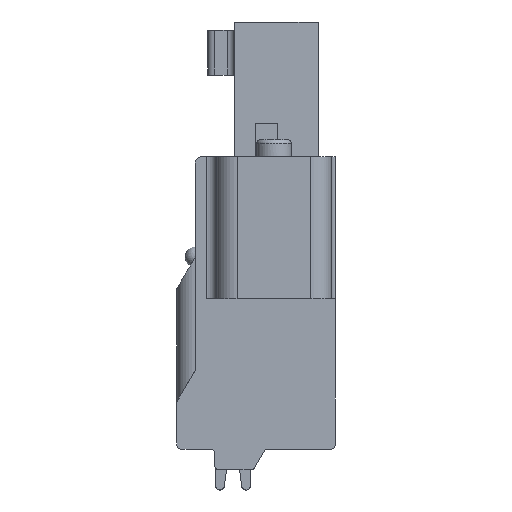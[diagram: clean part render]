
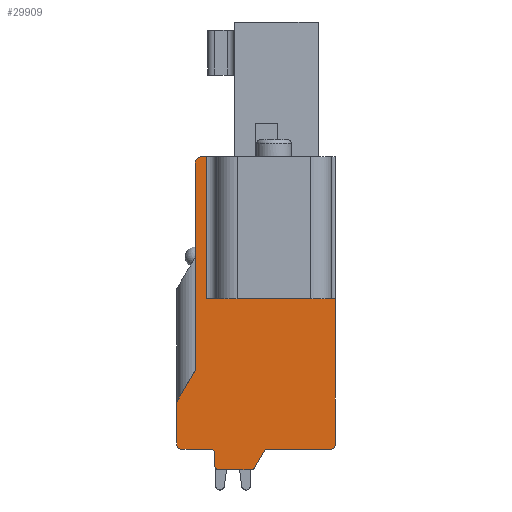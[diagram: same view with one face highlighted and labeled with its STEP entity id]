
A CAD part, front view. The second image highlights one B-rep face of the part: STEP entity #29909.
In plain terms, the highlighted planar face has unit normal (0, -1, 0).
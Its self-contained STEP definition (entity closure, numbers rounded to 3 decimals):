
#94=DIRECTION('',(-1.,0.,0.));
#95=VECTOR('',#94,0.25);
#96=CARTESIAN_POINT('',(-6.3,-11.43,0.));
#97=LINE('',#96,#95);
#3445=DIRECTION('',(0.,0.,-1.));
#3446=VECTOR('',#3445,10.141);
#3447=CARTESIAN_POINT('',(-6.85,-11.43,
-0.3));
#3448=LINE('',#3447,#3446);
#3796=DIRECTION('',(0.,0.,-1.));
#3797=VECTOR('',#3796,2.1);
#3798=CARTESIAN_POINT('',(-7.75,-11.43,-12.));
#3799=LINE('',#3798,#3797);
#3812=DIRECTION('',(1.,0.,0.));
#3813=VECTOR('',#3812,1.45);
#3814=CARTESIAN_POINT('',(-7.55,-11.43,-14.3));
#3815=LINE('',#3814,#3813);
#3820=DIRECTION('',(1.,0.,0.));
#3821=VECTOR('',#3820,3.107);
#3822=CARTESIAN_POINT('',(-3.307,-11.43,-14.3));
#3823=LINE('',#3822,#3821);
#4396=DIRECTION('',(0.,0.,1.));
#4397=VECTOR('',#4396,7.15);
#4398=CARTESIAN_POINT('',(0.,-11.43,-14.1));
#4399=LINE('',#4398,#4397);
#4874=DIRECTION('',(1.,0.,0.));
#4875=VECTOR('',#4874,6.3);
#4876=CARTESIAN_POINT('',(-6.3,-11.43,-6.95));
#4877=LINE('',#4876,#4875);
#4878=CARTESIAN_POINT('',(-0.2,-11.43,-14.1));
#4879=DIRECTION('',(0.,1.,0.));
#4880=DIRECTION('',(1.,0.,0.));
#4881=AXIS2_PLACEMENT_3D('',#4878,#4879,#4880);
#4883=CARTESIAN_POINT('',(-3.307,-11.43,-14.5));
#4884=DIRECTION('',(0.,-1.,0.));
#4885=DIRECTION('',(0.,0.,1.));
#4886=AXIS2_PLACEMENT_3D('',#4883,#4884,#4885);
#4888=DIRECTION('',(-0.5,0.,-0.866));
#4889=VECTOR('',#4888,0.924);
#4890=CARTESIAN_POINT('',(-3.48,-11.43,
-14.4));
#4891=LINE('',#4890,#4889);
#4892=CARTESIAN_POINT('',(-4.115,-11.43,-15.1));
#4893=DIRECTION('',(0.,1.,0.));
#4894=DIRECTION('',(0.866,0.,-0.5));
#4895=AXIS2_PLACEMENT_3D('',#4892,#4893,#4894);
#4897=CARTESIAN_POINT('',(-5.7,-11.43,-15.1));
#4898=DIRECTION('',(0.,1.,0.));
#4899=DIRECTION('',(0.,0.,-1.));
#4900=AXIS2_PLACEMENT_3D('',#4897,#4898,#4899);
#4902=CARTESIAN_POINT('',(-6.1,-11.43,-14.5));
#4903=DIRECTION('',(0.,-1.,0.));
#4904=DIRECTION('',(1.,0.,0.));
#4905=AXIS2_PLACEMENT_3D('',#4902,#4903,#4904);
#4907=CARTESIAN_POINT('',(-7.55,-11.43,-14.1));
#4908=DIRECTION('',(0.,1.,0.));
#4909=DIRECTION('',(0.,0.,-1.));
#4910=AXIS2_PLACEMENT_3D('',#4907,#4908,#4909);
#4912=DIRECTION('',(0.5,0.,0.866));
#4913=VECTOR('',#4912,1.8);
#4914=CARTESIAN_POINT('',(-7.75,-11.43,-12.));
#4915=LINE('',#4914,#4913);
#4916=CARTESIAN_POINT('',(-6.55,-11.43,-0.3));
#4917=DIRECTION('',(0.,1.,0.));
#4918=DIRECTION('',(-1.,0.,0.));
#4919=AXIS2_PLACEMENT_3D('',#4916,#4917,#4918);
#4925=DIRECTION('',(0.,0.,1.));
#4926=VECTOR('',#4925,6.95);
#4927=CARTESIAN_POINT('',(-6.3,-11.43,-6.95));
#4928=LINE('',#4927,#4926);
#5211=DIRECTION('',(0.,0.,-1.));
#5212=VECTOR('',#5211,0.6);
#5213=CARTESIAN_POINT('',(-5.9,-11.43,-14.5));
#5214=LINE('',#5213,#5212);
#5223=DIRECTION('',(1.,0.,0.));
#5224=VECTOR('',#5223,1.585);
#5225=CARTESIAN_POINT('',(-5.7,-11.43,-15.3));
#5226=LINE('',#5225,#5224);
#18613=CARTESIAN_POINT('',(-6.3,-11.43,0.));
#18614=VERTEX_POINT('',#18613);
#18615=CARTESIAN_POINT('',(-6.55,-11.43,0.));
#18616=VERTEX_POINT('',#18615);
#18713=CARTESIAN_POINT('',(0.,-11.43,-14.1));
#18714=CARTESIAN_POINT('',(0.,-11.43,-6.95));
#18715=VERTEX_POINT('',#18713);
#18716=VERTEX_POINT('',#18714);
#18717=CARTESIAN_POINT('',(-0.2,-11.43,-14.3));
#18718=VERTEX_POINT('',#18717);
#18719=CARTESIAN_POINT('',(-7.55,-11.43,-14.3));
#18720=CARTESIAN_POINT('',(-6.1,-11.43,-14.3));
#18721=VERTEX_POINT('',#18719);
#18722=VERTEX_POINT('',#18720);
#18727=CARTESIAN_POINT('',(-3.307,-11.43,-14.3));
#18728=VERTEX_POINT('',#18727);
#19308=CARTESIAN_POINT('',(-7.75,-11.43,-14.1));
#19309=VERTEX_POINT('',#19308);
#19320=CARTESIAN_POINT('',(-7.75,-11.43,-12.));
#19321=VERTEX_POINT('',#19320);
#19360=CARTESIAN_POINT('',(-6.85,-11.43,
-0.3));
#19361=VERTEX_POINT('',#19360);
#19362=CARTESIAN_POINT('',(-6.85,-11.43,
-10.441));
#19363=VERTEX_POINT('',#19362);
#19680=CARTESIAN_POINT('',(-6.3,-11.43,-6.95));
#19681=VERTEX_POINT('',#19680);
#19682=CARTESIAN_POINT('',(-3.48,-11.43,
-14.4));
#19683=VERTEX_POINT('',#19682);
#19684=CARTESIAN_POINT('',(-3.942,-11.43,
-15.2));
#19685=VERTEX_POINT('',#19684);
#19686=CARTESIAN_POINT('',(-4.115,-11.43,-15.3));
#19687=VERTEX_POINT('',#19686);
#19688=CARTESIAN_POINT('',(-5.7,-11.43,-15.3));
#19689=VERTEX_POINT('',#19688);
#19690=CARTESIAN_POINT('',(-5.9,-11.43,-15.1));
#19691=VERTEX_POINT('',#19690);
#19692=CARTESIAN_POINT('',(-5.9,-11.43,-14.5));
#19693=VERTEX_POINT('',#19692);
#29872=CARTESIAN_POINT('',(0.,-11.43,0.));
#29873=DIRECTION('',(0.,1.,0.));
#29874=DIRECTION('',(1.,0.,0.));
#29875=AXIS2_PLACEMENT_3D('',#29872,#29873,#29874);
#29876=PLANE('',#29875);
#29878=ORIENTED_EDGE('',*,*,#29877,.F.);
#29880=ORIENTED_EDGE('',*,*,#29879,.T.);
#29881=ORIENTED_EDGE('',*,*,#29276,.F.);
#29882=ORIENTED_EDGE('',*,*,#29260,.T.);
#29883=ORIENTED_EDGE('',*,*,#28683,.F.);
#29885=ORIENTED_EDGE('',*,*,#29884,.T.);
#29887=ORIENTED_EDGE('',*,*,#29886,.T.);
#29889=ORIENTED_EDGE('',*,*,#29888,.T.);
#29891=ORIENTED_EDGE('',*,*,#29890,.F.);
#29893=ORIENTED_EDGE('',*,*,#29892,.T.);
#29895=ORIENTED_EDGE('',*,*,#29894,.F.);
#29897=ORIENTED_EDGE('',*,*,#29896,.T.);
#29898=ORIENTED_EDGE('',*,*,#28675,.F.);
#29899=ORIENTED_EDGE('',*,*,#28652,.T.);
#29900=ORIENTED_EDGE('',*,*,#28637,.F.);
#29902=ORIENTED_EDGE('',*,*,#29901,.T.);
#29903=ORIENTED_EDGE('',*,*,#28137,.F.);
#29905=ORIENTED_EDGE('',*,*,#29904,.T.);
#29906=ORIENTED_EDGE('',*,*,#24004,.F.);
#29907=EDGE_LOOP('',(#29878,#29880,#29881,#29882,#29883,#29885,#29887,#29889,
#29891,#29893,#29895,#29897,#29898,#29899,#29900,#29902,#29903,#29905,#29906));
#29908=FACE_OUTER_BOUND('',#29907,.F.);
#4882=CIRCLE('',#4881,0.2);
#4887=CIRCLE('',#4886,0.2);
#4896=CIRCLE('',#4895,0.2);
#4901=CIRCLE('',#4900,0.2);
#4906=CIRCLE('',#4905,0.2);
#4911=CIRCLE('',#4910,0.2);
#4920=CIRCLE('',#4919,0.3);
#24004=EDGE_CURVE('',#18614,#18616,#97,.T.);
#28137=EDGE_CURVE('',#19361,#19363,#3448,.T.);
#28637=EDGE_CURVE('',#19321,#19309,#3799,.T.);
#28652=EDGE_CURVE('',#18721,#19309,#4911,.T.);
#28675=EDGE_CURVE('',#18721,#18722,#3815,.T.);
#28683=EDGE_CURVE('',#18728,#18718,#3823,.T.);
#29260=EDGE_CURVE('',#18715,#18718,#4882,.T.);
#29276=EDGE_CURVE('',#18715,#18716,#4399,.T.);
#29877=EDGE_CURVE('',#19681,#18614,#4928,.T.);
#29879=EDGE_CURVE('',#19681,#18716,#4877,.T.);
#29884=EDGE_CURVE('',#18728,#19683,#4887,.T.);
#29886=EDGE_CURVE('',#19683,#19685,#4891,.T.);
#29888=EDGE_CURVE('',#19685,#19687,#4896,.T.);
#29890=EDGE_CURVE('',#19689,#19687,#5226,.T.);
#29892=EDGE_CURVE('',#19689,#19691,#4901,.T.);
#29894=EDGE_CURVE('',#19693,#19691,#5214,.T.);
#29896=EDGE_CURVE('',#19693,#18722,#4906,.T.);
#29901=EDGE_CURVE('',#19321,#19363,#4915,.T.);
#29904=EDGE_CURVE('',#19361,#18616,#4920,.T.);
#29909=ADVANCED_FACE('',(#29908),#29876,.F.);
